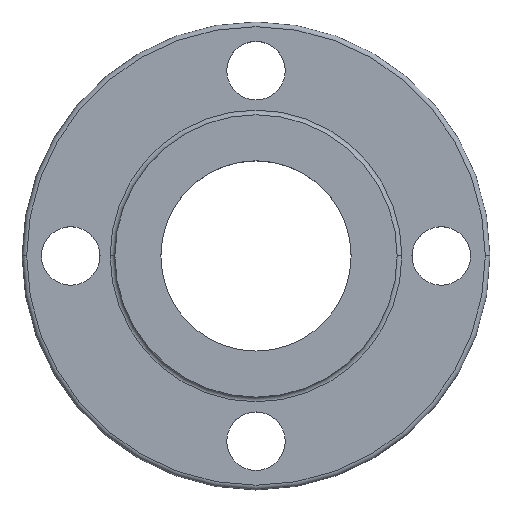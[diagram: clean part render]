
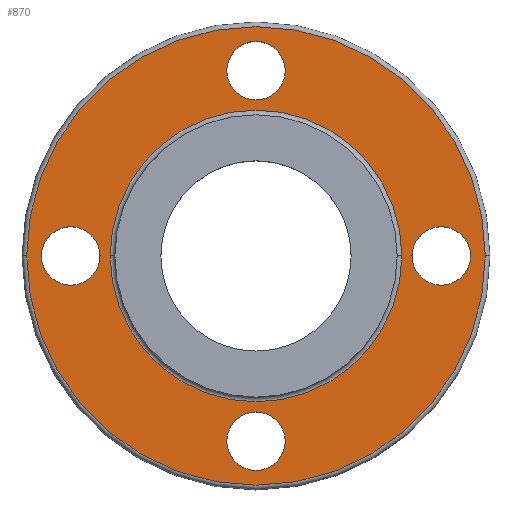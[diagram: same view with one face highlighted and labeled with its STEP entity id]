
A CAD part, top view. The second image highlights one B-rep face of the part: STEP entity #870.
In plain terms, the highlighted planar face has unit normal (0, 0, 1).
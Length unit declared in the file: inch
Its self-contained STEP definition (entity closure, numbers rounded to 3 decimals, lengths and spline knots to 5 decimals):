
#10 = EDGE_CURVE ( 'NONE', #561, #199, #238, .T. ) ;
#11 = DIRECTION ( 'NONE',  ( 0., 0., -1. ) ) ;
#30 = AXIS2_PLACEMENT_3D ( 'NONE', #797, #584, #660 ) ;
#38 = CARTESIAN_POINT ( 'NONE',  ( 2., 0., 0.315 ) ) ;
#41 = DIRECTION ( 'NONE',  ( 0., 0., -1. ) ) ;
#45 = ORIENTED_EDGE ( 'NONE', *, *, #898, .T. ) ;
#53 = ORIENTED_EDGE ( 'NONE', *, *, #605, .T. ) ;
#67 = DIRECTION ( 'NONE',  ( 0., 0., -1. ) ) ;
#81 = AXIS2_PLACEMENT_3D ( 'NONE', #396, #256, #900 ) ;
#89 = CARTESIAN_POINT ( 'NONE',  ( -2.375, 0., 0.315 ) ) ;
#91 = VERTEX_POINT ( 'NONE', #765 ) ;
#113 = ORIENTED_EDGE ( 'NONE', *, *, #749, .T. ) ;
#117 = FACE_BOUND ( 'NONE', #210, .T. ) ;
#128 = CIRCLE ( 'NONE', #261, 0.375 ) ;
#132 = DIRECTION ( 'NONE',  ( -1., 0., 0. ) ) ;
#146 = DIRECTION ( 'NONE',  ( -1., 0., 0. ) ) ;
#147 = CARTESIAN_POINT ( 'NONE',  ( 0., 0., 0.315 ) ) ;
#157 = DIRECTION ( 'NONE',  ( -1., 0., 0. ) ) ;
#160 = DIRECTION ( 'NONE',  ( 0., 0., -1. ) ) ;
#166 = EDGE_LOOP ( 'NONE', ( #645, #168 ) ) ;
#167 = EDGE_CURVE ( 'NONE', #262, #772, #851, .T. ) ;
#168 = ORIENTED_EDGE ( 'NONE', *, *, #779, .T. ) ;
#175 = DIRECTION ( 'NONE',  ( 0., 0., -1. ) ) ;
#176 = ORIENTED_EDGE ( 'NONE', *, *, #450, .T. ) ;
#185 = CARTESIAN_POINT ( 'NONE',  ( 0., 0., 0.315 ) ) ;
#188 = EDGE_LOOP ( 'NONE', ( #176, #771 ) ) ;
#197 = EDGE_CURVE ( 'NONE', #485, #540, #780, .T. ) ;
#199 = VERTEX_POINT ( 'NONE', #474 ) ;
#203 = CIRCLE ( 'NONE', #726, 1.87 ) ;
#204 = AXIS2_PLACEMENT_3D ( 'NONE', #466, #41, #888 ) ;
#209 = VERTEX_POINT ( 'NONE', #401 ) ;
#210 = EDGE_LOOP ( 'NONE', ( #847, #53 ) ) ;
#213 = DIRECTION ( 'NONE',  ( 0., 0., 1. ) ) ;
#219 = FACE_BOUND ( 'NONE', #544, .T. ) ;
#228 = CIRCLE ( 'NONE', #204, 0.375 ) ;
#238 = CIRCLE ( 'NONE', #383, 2.94 ) ;
#249 = AXIS2_PLACEMENT_3D ( 'NONE', #89, #366, #865 ) ;
#256 = DIRECTION ( 'NONE',  ( 0., 0., -1. ) ) ;
#261 = AXIS2_PLACEMENT_3D ( 'NONE', #612, #175, #532 ) ;
#262 = VERTEX_POINT ( 'NONE', #472 ) ;
#271 = EDGE_CURVE ( 'NONE', #91, #856, #471, .T. ) ;
#278 = AXIS2_PLACEMENT_3D ( 'NONE', #147, #213, #858 ) ;
#287 = DIRECTION ( 'NONE',  ( 0., 0., -1. ) ) ;
#288 = EDGE_CURVE ( 'NONE', #209, #757, #860, .T. ) ;
#298 = CARTESIAN_POINT ( 'NONE',  ( 0., 2.375, 0.315 ) ) ;
#299 = AXIS2_PLACEMENT_3D ( 'NONE', #185, #67, #132 ) ;
#303 = DIRECTION ( 'NONE',  ( 0., 0., -1. ) ) ;
#316 = EDGE_LOOP ( 'NONE', ( #113, #468 ) ) ;
#319 = DIRECTION ( 'NONE',  ( 0., 0., 1. ) ) ;
#325 = EDGE_LOOP ( 'NONE', ( #527, #914 ) ) ;
#338 = EDGE_CURVE ( 'NONE', #856, #91, #714, .T. ) ;
#347 = DIRECTION ( 'NONE',  ( -1., 0., 0. ) ) ;
#358 = DIRECTION ( 'NONE',  ( 0., 0., -1. ) ) ;
#360 = CARTESIAN_POINT ( 'NONE',  ( 0., 3., 0.315 ) ) ;
#366 = DIRECTION ( 'NONE',  ( 0., 0., -1. ) ) ;
#383 = AXIS2_PLACEMENT_3D ( 'NONE', #817, #319, #887 ) ;
#388 = FACE_BOUND ( 'NONE', #325, .T. ) ;
#394 = CARTESIAN_POINT ( 'NONE',  ( 2.94, 0., 0.315 ) ) ;
#396 = CARTESIAN_POINT ( 'NONE',  ( 0., -2.375, 0.315 ) ) ;
#401 = CARTESIAN_POINT ( 'NONE',  ( -0.375, 2.375, 0.315 ) ) ;
#402 = CIRCLE ( 'NONE', #278, 2.94 ) ;
#418 = VERTEX_POINT ( 'NONE', #524 ) ;
#440 = DIRECTION ( 'NONE',  ( -1., 0., 0. ) ) ;
#449 = DIRECTION ( 'NONE',  ( -1., 0., 0. ) ) ;
#450 = EDGE_CURVE ( 'NONE', #540, #485, #203, .T. ) ;
#462 = AXIS2_PLACEMENT_3D ( 'NONE', #651, #11, #146 ) ;
#465 = EDGE_CURVE ( 'NONE', #767, #418, #510, .T. ) ;
#466 = CARTESIAN_POINT ( 'NONE',  ( -2.375, 0., 0.315 ) ) ;
#468 = ORIENTED_EDGE ( 'NONE', *, *, #10, .T. ) ;
#471 = CIRCLE ( 'NONE', #693, 0.375 ) ;
#472 = CARTESIAN_POINT ( 'NONE',  ( 0.375, -2.375, 0.315 ) ) ;
#474 = CARTESIAN_POINT ( 'NONE',  ( -2.94, 0., 0.315 ) ) ;
#485 = VERTEX_POINT ( 'NONE', #602 ) ;
#500 = AXIS2_PLACEMENT_3D ( 'NONE', #298, #303, #449 ) ;
#501 = CARTESIAN_POINT ( 'NONE',  ( -2., 0., 0.315 ) ) ;
#504 = CARTESIAN_POINT ( 'NONE',  ( 0.375, 2.375, 0.315 ) ) ;
#510 = CIRCLE ( 'NONE', #249, 0.375 ) ;
#524 = CARTESIAN_POINT ( 'NONE',  ( -2.75, 0., 0.315 ) ) ;
#527 = ORIENTED_EDGE ( 'NONE', *, *, #271, .T. ) ;
#532 = DIRECTION ( 'NONE',  ( -1., 0., 0. ) ) ;
#540 = VERTEX_POINT ( 'NONE', #729 ) ;
#544 = EDGE_LOOP ( 'NONE', ( #45, #869 ) ) ;
#561 = VERTEX_POINT ( 'NONE', #394 ) ;
#576 = PLANE ( 'NONE',  #643 ) ;
#582 = CARTESIAN_POINT ( 'NONE',  ( -0.375, -2.375, 0.315 ) ) ;
#584 = DIRECTION ( 'NONE',  ( 0., 0., -1. ) ) ;
#588 = FACE_OUTER_BOUND ( 'NONE', #316, .T. ) ;
#591 = CARTESIAN_POINT ( 'NONE',  ( 0., 0., 0.315 ) ) ;
#602 = CARTESIAN_POINT ( 'NONE',  ( 1.87, 0., 0.315 ) ) ;
#605 = EDGE_CURVE ( 'NONE', #418, #767, #228, .T. ) ;
#612 = CARTESIAN_POINT ( 'NONE',  ( 0., -2.375, 0.315 ) ) ;
#632 = FACE_BOUND ( 'NONE', #166, .T. ) ;
#643 = AXIS2_PLACEMENT_3D ( 'NONE', #360, #287, #440 ) ;
#645 = ORIENTED_EDGE ( 'NONE', *, *, #167, .T. ) ;
#651 = CARTESIAN_POINT ( 'NONE',  ( 0., 2.375, 0.315 ) ) ;
#660 = DIRECTION ( 'NONE',  ( -1., 0., 0. ) ) ;
#693 = AXIS2_PLACEMENT_3D ( 'NONE', #863, #358, #347 ) ;
#714 = CIRCLE ( 'NONE', #30, 0.375 ) ;
#726 = AXIS2_PLACEMENT_3D ( 'NONE', #591, #160, #157 ) ;
#729 = CARTESIAN_POINT ( 'NONE',  ( -1.87, 0., 0.315 ) ) ;
#749 = EDGE_CURVE ( 'NONE', #199, #561, #402, .T. ) ;
#757 = VERTEX_POINT ( 'NONE', #504 ) ;
#765 = CARTESIAN_POINT ( 'NONE',  ( 2.75, 0., 0.315 ) ) ;
#767 = VERTEX_POINT ( 'NONE', #501 ) ;
#771 = ORIENTED_EDGE ( 'NONE', *, *, #197, .T. ) ;
#772 = VERTEX_POINT ( 'NONE', #582 ) ;
#779 = EDGE_CURVE ( 'NONE', #772, #262, #128, .T. ) ;
#780 = CIRCLE ( 'NONE', #299, 1.87 ) ;
#797 = CARTESIAN_POINT ( 'NONE',  ( 2.375, 0., 0.315 ) ) ;
#799 = FACE_BOUND ( 'NONE', #188, .T. ) ;
#817 = CARTESIAN_POINT ( 'NONE',  ( 0., 0., 0.315 ) ) ;
#820 = CIRCLE ( 'NONE', #500, 0.375 ) ;
#847 = ORIENTED_EDGE ( 'NONE', *, *, #465, .T. ) ;
#851 = CIRCLE ( 'NONE', #81, 0.375 ) ;
#856 = VERTEX_POINT ( 'NONE', #38 ) ;
#858 = DIRECTION ( 'NONE',  ( -1., 0., 0. ) ) ;
#860 = CIRCLE ( 'NONE', #462, 0.375 ) ;
#863 = CARTESIAN_POINT ( 'NONE',  ( 2.375, 0., 0.315 ) ) ;
#865 = DIRECTION ( 'NONE',  ( -1., 0., 0. ) ) ;
#869 = ORIENTED_EDGE ( 'NONE', *, *, #288, .T. ) ;
#870 = ADVANCED_FACE ( 'NONE', ( #588, #799, #219, #388, #632, #117 ), #576, .F. ) ;
#887 = DIRECTION ( 'NONE',  ( -1., 0., 0. ) ) ;
#888 = DIRECTION ( 'NONE',  ( -1., 0., 0. ) ) ;
#898 = EDGE_CURVE ( 'NONE', #757, #209, #820, .T. ) ;
#900 = DIRECTION ( 'NONE',  ( -1., 0., 0. ) ) ;
#914 = ORIENTED_EDGE ( 'NONE', *, *, #338, .T. ) ;
